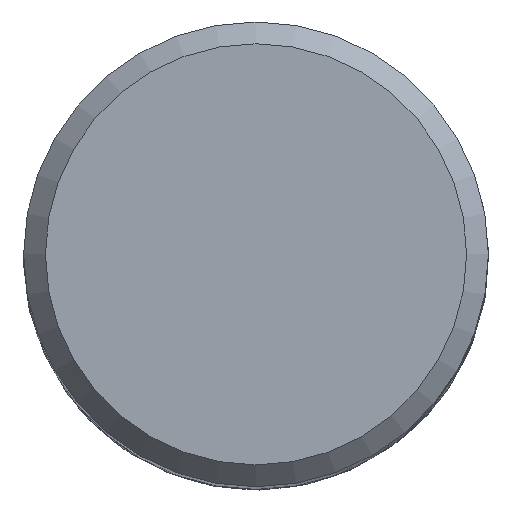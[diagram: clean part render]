
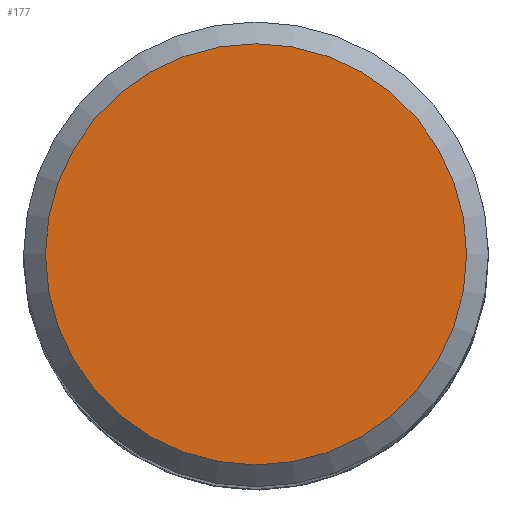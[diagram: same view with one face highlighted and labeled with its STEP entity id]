
A CAD part, top view. The second image highlights one B-rep face of the part: STEP entity #177.
In plain terms, the highlighted planar face has unit normal (0, 0, 1).
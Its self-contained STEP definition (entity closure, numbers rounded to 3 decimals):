
#177=ADVANCED_FACE('CU_SU3',(#186),#184,.F.);
#184=PLANE('',#451);
#186=FACE_OUTER_BOUND('',#224,.T.);
#224=EDGE_LOOP('',(#266));
#266=ORIENTED_EDGE('',*,*,#312,.F.);
#290=VERTEX_POINT('',#635);
#312=EDGE_CURVE('',#290,#290,#333,.T.);
#333=CIRCLE('',#450,14.5);
#450=AXIS2_PLACEMENT_3D('',#634,#547,#548);
#451=AXIS2_PLACEMENT_3D('',#636,#549,#550);
#547=DIRECTION('',(0.,0.,-1.));
#548=DIRECTION('',(-1.,0.,0.));
#549=DIRECTION('',(0.,0.,-1.));
#550=DIRECTION('',(-1.,0.,0.));
#634=CARTESIAN_POINT('',(0.,0.,0.));
#635=CARTESIAN_POINT('',(-14.5,0.,0.));
#636=CARTESIAN_POINT('',(0.,0.,0.));
